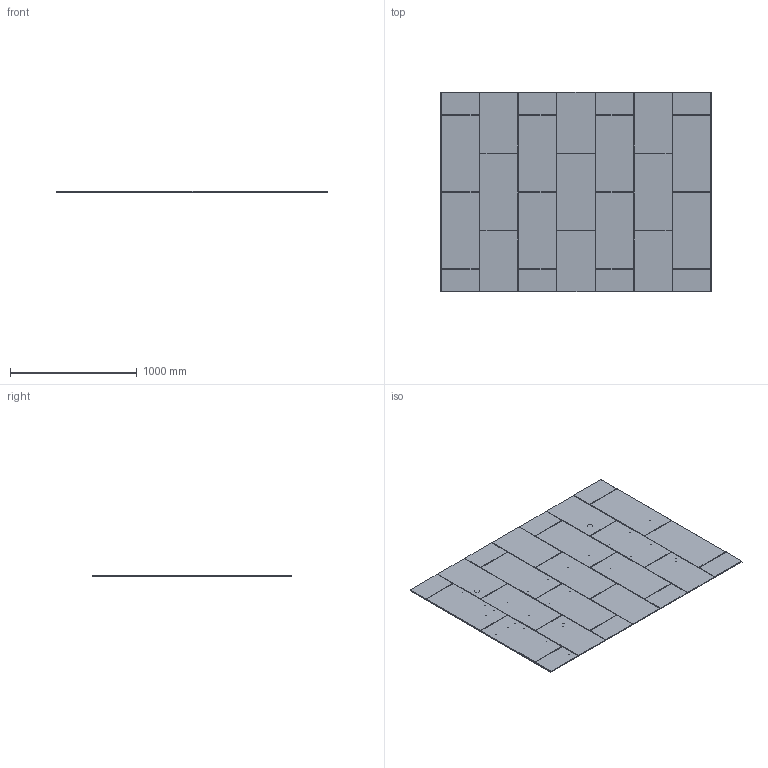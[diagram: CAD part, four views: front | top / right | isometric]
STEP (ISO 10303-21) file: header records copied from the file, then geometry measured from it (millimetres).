
FILE_DESCRIPTION (( 'STEP AP203' ), '1' );
FILE_NAME ('TSMK8462.STEP', '2022-09-07T12:24:04', ( '' ), ( '' ), 'SwSTEP 2.0', 'SolidWorks 2020', '' );
FILE_SCHEMA (( 'CONFIG_CONTROL_DESIGN' ));
Products named in the file (1): TSMK8462
Bounding box: 2133.6 x 1574.8 x 9.53 mm (x, y, z)
Volume: 31940390.6 mm3; surface area: 6800997.4 mm2
Topology: 1 solids, 1 shells, 674 faces, 1681 edges, 1050 vertices
Faces by surface type: plane 231, cylinder 227, bspline 138, torus 64, cone 8, sphere 6
Entity records: 32857 total; most frequent: CARTESIAN_POINT 18283, ORIENTED_EDGE 3362, DIRECTION 2395, EDGE_CURVE 1681, VERTEX_POINT 1050, AXIS2_PLACEMENT_3D 849, EDGE_LOOP 715, VECTOR 697
